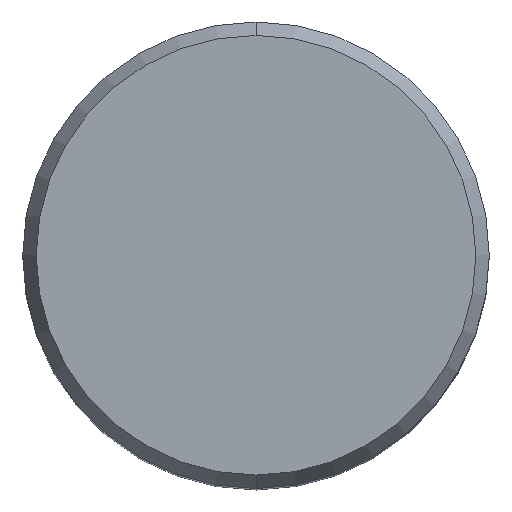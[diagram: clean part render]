
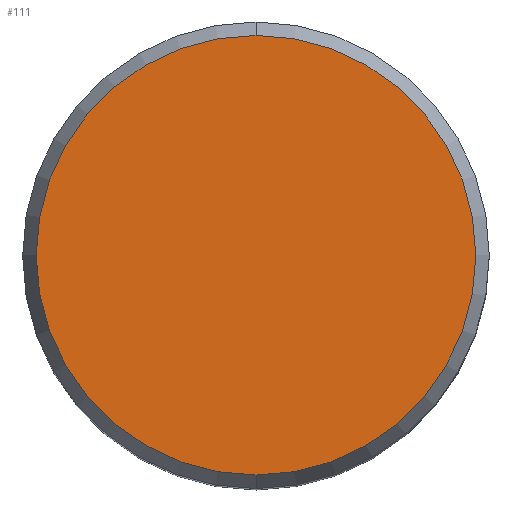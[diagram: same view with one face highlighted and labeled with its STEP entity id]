
A CAD part, top view. The second image highlights one B-rep face of the part: STEP entity #111.
In plain terms, the highlighted planar face has unit normal (0, 0, 1).
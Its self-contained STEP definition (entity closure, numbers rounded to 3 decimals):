
#101=EDGE_CURVE('',#191,#197,#252,.T.);
#111=ADVANCED_FACE('',(#263),#264,.T.);
#155=EDGE_CURVE('',#197,#191,#314,.T.);
#191=VERTEX_POINT('',#354);
#197=VERTEX_POINT('',#360);
#252=CIRCLE('',#414,14.958);
#263=FACE_OUTER_BOUND('',#425,.T.);
#264=PLANE('',#426);
#314=CIRCLE('',#493,14.958);
#354=CARTESIAN_POINT('',(0.0,14.958,0.0));
#360=CARTESIAN_POINT('',(0.,-14.958,0.0));
#414=AXIS2_PLACEMENT_3D('',#604,#605,#606);
#425=EDGE_LOOP('',(#616,#617));
#426=AXIS2_PLACEMENT_3D('',#618,#619,#620);
#493=AXIS2_PLACEMENT_3D('',#687,#688,#689);
#604=CARTESIAN_POINT('',(0.0,0.0,0.0));
#605=DIRECTION('',(0.0,0.0,-1.0));
#606=DIRECTION('',(0.0,1.0,0.0));
#616=ORIENTED_EDGE('',*,*,#101,.F.);
#617=ORIENTED_EDGE('',*,*,#155,.F.);
#618=CARTESIAN_POINT('',(0.0,7.479,0.0));
#619=DIRECTION('',(-0.0,0.0,1.0));
#620=DIRECTION('',(0.0,-1.0,0.0));
#687=CARTESIAN_POINT('',(0.0,0.0,0.0));
#688=DIRECTION('',(0.0,0.0,-1.0));
#689=DIRECTION('',(0.0,1.0,0.0));
